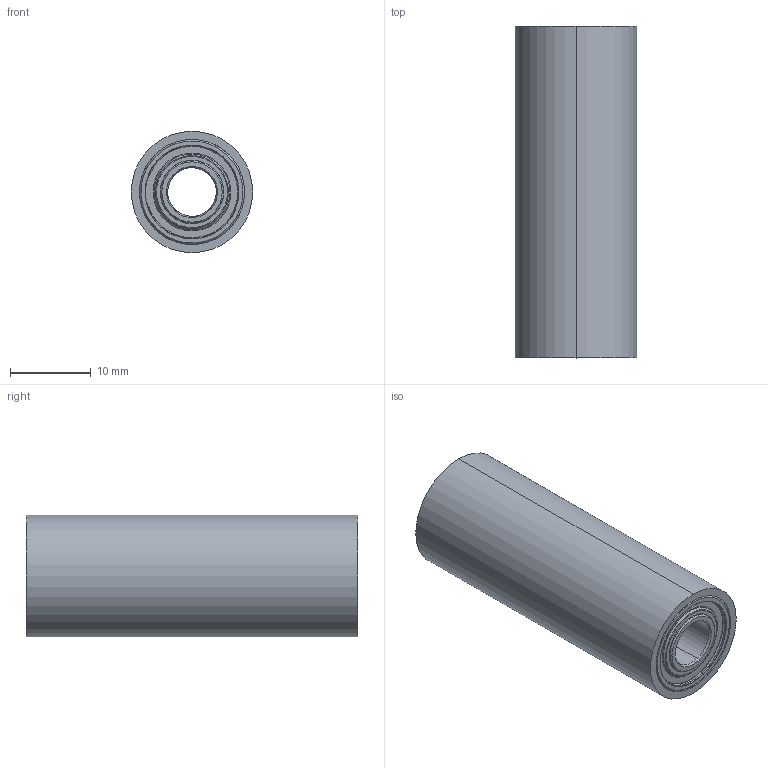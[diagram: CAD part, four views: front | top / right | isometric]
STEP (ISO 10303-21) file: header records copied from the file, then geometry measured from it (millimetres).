
FILE_DESCRIPTION (( 'STEP AP203' ), '1' );
FILE_NAME ('1607-0041-0615 assembly.STEP', '2018-02-12T17:27:44', ( '' ), ( '' ), 'SwSTEP 2.0', 'SolidWorks 2016', '' );
FILE_SCHEMA (( 'CONFIG_CONTROL_DESIGN' ));
Length unit declared in the file: millimetre
Products named in the file (3): 1607-0041-0615 assembly; 1600-0513-0006; 1607-0041-0615
Assembly tree (3 placements, depth 2):
  1607-0041-0615 assembly
    1607-0041-0615
    1600-0513-0006  x2
Bounding box: 15 x 41 x 15 mm (x, y, z)
Volume: 3899.5 mm3; surface area: 4903 mm2
Topology: 7 solids, 7 shells, 172 faces, 336 edges, 200 vertices
Faces by surface type: cylinder 48, cone 48, torus 40, plane 36
Entity records: 2725 total; most frequent: DIRECTION 504, CARTESIAN_POINT 386, ORIENTED_EDGE 360, AXIS2_PLACEMENT_3D 226, EDGE_CURVE 180, CIRCLE 128, VERTEX_POINT 108, EDGE_LOOP 108
